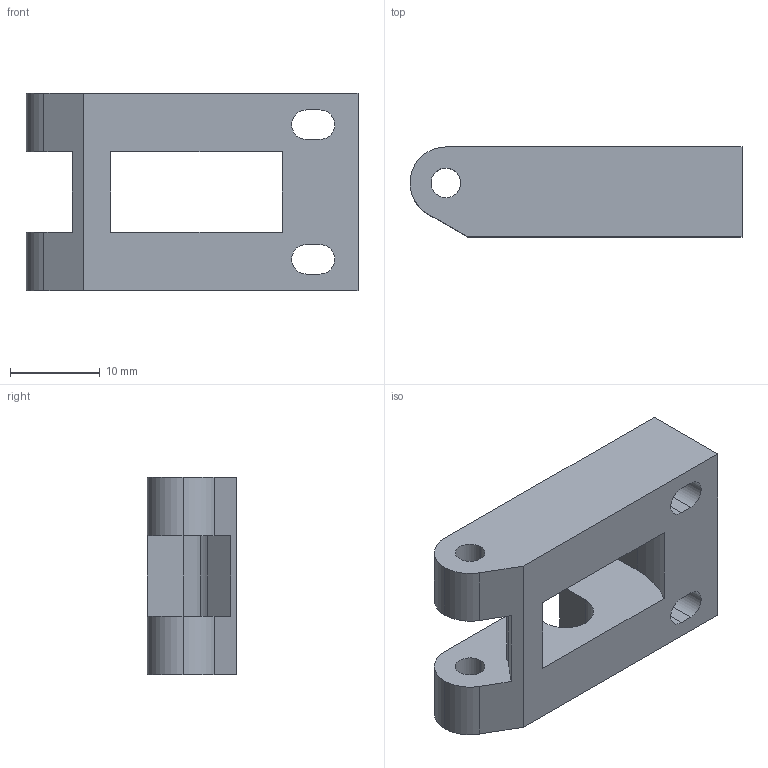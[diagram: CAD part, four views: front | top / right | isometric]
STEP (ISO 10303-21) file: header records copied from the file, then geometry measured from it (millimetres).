
FILE_DESCRIPTION (( 'STEP AP214' ), '1' );
FILE_NAME ('idler-bracket.STEP', '2011-05-23T22:22:43', ( 'Owner' ), ( '22ndstreetcomputers.com' ), 'SwSTEP 2.0', 'SolidWorks 2010', '' );
FILE_SCHEMA (( 'AUTOMOTIVE_DESIGN' ));
Length unit declared in the file: millimetre
Products named in the file (1): idler-bracket
Bounding box: 37 x 10 x 22 mm (x, y, z)
Volume: 4438.7 mm3; surface area: 3308.1 mm2
Topology: 1 solids, 1 shells, 37 faces, 108 edges, 72 vertices
Faces by surface type: plane 20, cylinder 17
Entity records: 1290 total; most frequent: DIRECTION 218, CARTESIAN_POINT 218, ORIENTED_EDGE 216, EDGE_CURVE 108, VECTOR 74, LINE 74, AXIS2_PLACEMENT_3D 72, VERTEX_POINT 72
